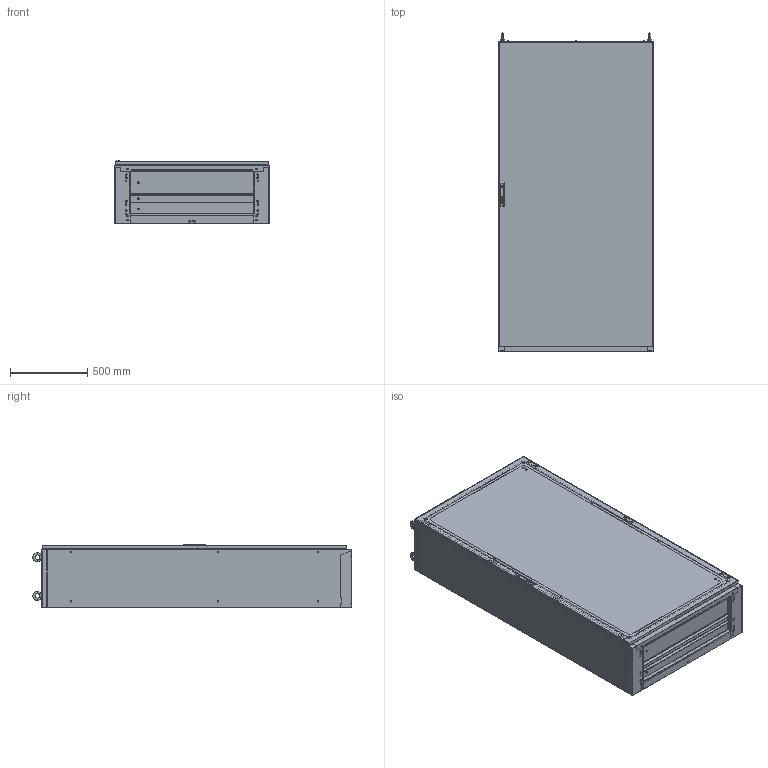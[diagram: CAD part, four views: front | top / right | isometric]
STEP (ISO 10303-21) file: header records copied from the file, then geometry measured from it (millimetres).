
FILE_DESCRIPTION (( 'STEP AP214' ), '1' );
FILE_NAME ('0390-1020-40-17.step', '2022-07-28T11:03:48', ( '' ), ( '' ), 'SwSTEP 2.0', 'SolidWorks 2019', '' );
FILE_SCHEMA (( 'AUTOMOTIVE_DESIGN' ));
Length unit declared in the file: millimetre
Products named in the file (14): rasthalterung_re_s; arretierwinkel_re_s; Montageplatte_s_1020; 0390-1020-40-17; MontageplatteZubehoer_s; Korpus_ss_1020-40; 3080-9036-03-48 Schutzleiterschraube; Dachplatte_ss_0390-1000-40-07; arretierwinkel_li_s; rasthalterung_li_s; MPGleitschuh_s; Bodenplattensatz_s_0396-1000-40-03; MontageplatteKPL_s_0348-1020-00-13; TuerR_s_0395-1020-00-97
Assembly tree (14 placements, depth 4):
  0390-1020-40-17
    Korpus_ss_1020-40
    TuerR_s_0395-1020-00-97
    Dachplatte_ss_0390-1000-40-07
    Bodenplattensatz_s_0396-1000-40-03
    MontageplatteKPL_s_0348-1020-00-13
      Montageplatte_s_1020
      MontageplatteZubehoer_s
        arretierwinkel_li_s
        arretierwinkel_re_s
        rasthalterung_li_s
        rasthalterung_re_s
        3080-9036-03-48 Schutzleiterschraube
        MPGleitschuh_s  x2
Bounding box: 1000 x 2057.99 x 407.5 mm (x, y, z)
Volume: 19769370.9 mm3; surface area: 19503198.2 mm2
Topology: 65 solids, 65 shells, 4891 faces, 12899 edges, 8521 vertices
Faces by surface type: plane 2726, cylinder 1920, cone 207, torus 24, bspline 14
Entity records: 183132 total; most frequent: CARTESIAN_POINT 28505, DIRECTION 26381, ORIENTED_EDGE 25690, EDGE_CURVE 12845, AXIS2_PLACEMENT_3D 9003, VERTEX_POINT 8487, VECTOR 8375, LINE 8375
